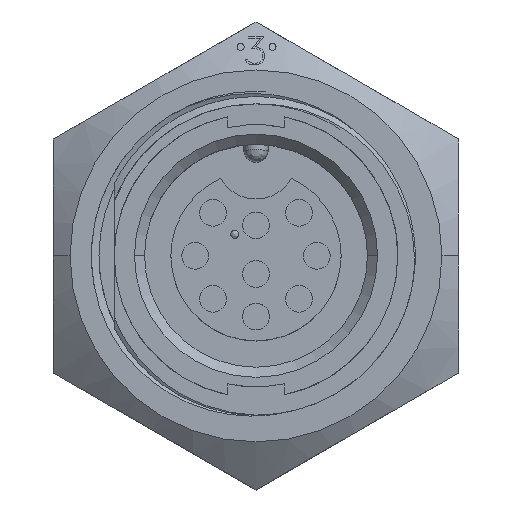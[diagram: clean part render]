
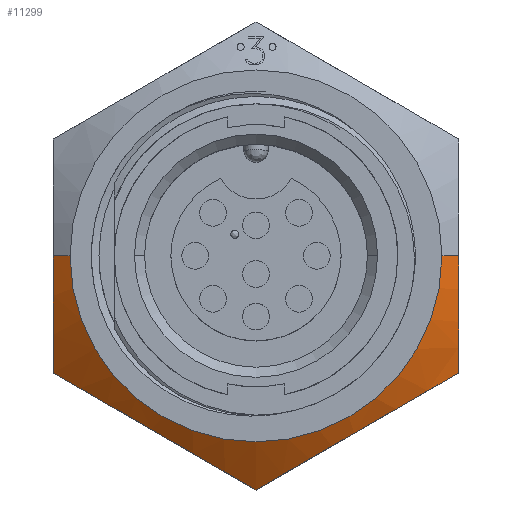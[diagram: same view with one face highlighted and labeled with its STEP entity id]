
A CAD part, top view. The second image highlights one B-rep face of the part: STEP entity #11299.
In plain terms, the highlighted conical face has half-angle 55 degrees and reference radius 14.683 mm.
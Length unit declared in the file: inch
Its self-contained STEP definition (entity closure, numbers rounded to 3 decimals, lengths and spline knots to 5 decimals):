
#77 = EDGE_CURVE ( 'NONE', #3574, #12467, #11846, .T. ) ;
#256 = EDGE_CURVE ( 'NONE', #11305, #22999, #2729, .T. ) ;
#327 = CARTESIAN_POINT ( 'NONE',  ( 0., 0., -0.2604 ) ) ;
#453 = EDGE_CURVE ( 'NONE', #9812, #3574, #19064, .T. ) ;
#682 = CARTESIAN_POINT ( 'NONE',  ( -0.57806, 0., -0.3439 ) ) ;
#700 = CARTESIAN_POINT ( 'NONE',  ( -0.41872, -0.3356, -0.3135 ) ) ;
#830 = CARTESIAN_POINT ( 'NONE',  ( 0.08128, -0.53042, -0.3135 ) ) ;
#2119 = EDGE_LOOP ( 'NONE', ( #21129, #23295, #21831, #2481, #6180, #17775, #22583 ) ) ;
#2146 = DIRECTION ( 'NONE',  ( -1., 0., 0. ) ) ;
#2207 = CARTESIAN_POINT ( 'NONE',  ( 0.5, -0.28868, -0.3434 ) ) ;
#2481 = ORIENTED_EDGE ( 'NONE', *, *, #10614, .T. ) ;
#2500 = CARTESIAN_POINT ( 'NONE',  ( -0.29379, -0.40773, -0.28932 ) ) ;
#2635 = CARTESIAN_POINT ( 'NONE',  ( 0.20621, -0.45829, -0.28932 ) ) ;
#2729 = LINE ( 'NONE', #19497, #8061 ) ;
#2743 = CARTESIAN_POINT ( 'NONE',  ( -0.5, 0., -0.28924 ) ) ;
#2817 = CARTESIAN_POINT ( 'NONE',  ( -0.45881, 0., -0.2604 ) ) ;
#2948 = CARTESIAN_POINT ( 'NONE',  ( -0.5, 0., -0.28924 ) ) ;
#3574 = VERTEX_POINT ( 'NONE', #23007 ) ;
#3796 = VERTEX_POINT ( 'NONE', #2817 ) ;
#4088 = DIRECTION ( 'NONE',  ( 0.819, 0., -0.574 ) ) ;
#4320 = CARTESIAN_POINT ( 'NONE',  ( -0.20792, -0.4573, -0.29047 ) ) ;
#4446 = CARTESIAN_POINT ( 'NONE',  ( 0.29208, -0.40872, -0.29047 ) ) ;
#5446 = EDGE_CURVE ( 'NONE', #3796, #18157, #11480, .T. ) ;
#5637 = CARTESIAN_POINT ( 'NONE',  ( 0.5, -0.19447, -0.3134 ) ) ;
#6125 = CARTESIAN_POINT ( 'NONE',  ( -0.14426, -0.49406, -0.29916 ) ) ;
#6180 = ORIENTED_EDGE ( 'NONE', *, *, #453, .T. ) ;
#6253 = CARTESIAN_POINT ( 'NONE',  ( 0.35574, -0.37197, -0.29916 ) ) ;
#6564 = CARTESIAN_POINT ( 'NONE',  ( -0.5, -0.04952, -0.29054 ) ) ;
#6972 = CARTESIAN_POINT ( 'NONE',  ( 0.45881, 0., -0.2604 ) ) ;
#7419 = CARTESIAN_POINT ( 'NONE',  ( 0.5, -0.04964, -0.28924 ) ) ;
#7888 = CARTESIAN_POINT ( 'NONE',  ( 0., -0.57735, -0.3434 ) ) ;
#7914 = CARTESIAN_POINT ( 'NONE',  ( -0.04055, -0.55394, -0.32701 ) ) ;
#8042 = CARTESIAN_POINT ( 'NONE',  ( 0.45945, -0.31209, -0.32701 ) ) ;
#8061 = VECTOR ( 'NONE', #4088, 39.37008 ) ;
#8354 = CARTESIAN_POINT ( 'NONE',  ( -0.5, -0.12274, -0.29927 ) ) ;
#8449 = AXIS2_PLACEMENT_3D ( 'NONE', #327, #12857, #2146 ) ;
#9812 = VERTEX_POINT ( 'NONE', #19789 ) ;
#10137 = CARTESIAN_POINT ( 'NONE',  ( -0.5, -0.24203, -0.32707 ) ) ;
#10614 = EDGE_CURVE ( 'NONE', #18157, #9812, #14519, .T. ) ;
#10930 = CARTESIAN_POINT ( 'NONE',  ( 0.5, -0.24181, -0.32699 ) ) ;
#11299 = ADVANCED_FACE ( 'NONE', ( #15464 ), #19669, .T. ) ;
#11305 = VERTEX_POINT ( 'NONE', #6972 ) ;
#11480 = LINE ( 'NONE', #682, #19323 ) ;
#11550 = CARTESIAN_POINT ( 'NONE',  ( 0.04043, -0.55401, -0.32705 ) ) ;
#11846 = B_SPLINE_CURVE_WITH_KNOTS ( 'NONE', 3,
 ( #7888, #11550, #830, #13345, #2635, #15143, #4446, #16961, #6253, #18759, #8042, #20559 ),
 .UNSPECIFIED., .F., .F.,
 ( 4, 2, 2, 2, 2, 4 ),
 ( 0., 0.00372, 0.00743, 0.00929, 0.01115, 0.01486 ),
 .UNSPECIFIED. ) ;
#12109 = B_SPLINE_CURVE_WITH_KNOTS ( 'NONE', 3,
 ( #12728, #10930, #5637, #18140, #7419, #19946 ),
 .UNSPECIFIED., .F., .F.,
 ( 4, 2, 4 ),
 ( 0., 0.00373, 0.00746 ),
 .UNSPECIFIED. ) ;
#12467 = VERTEX_POINT ( 'NONE', #2207 ) ;
#12728 = CARTESIAN_POINT ( 'NONE',  ( 0.5, -0.28868, -0.3434 ) ) ;
#12857 = DIRECTION ( 'NONE',  ( 0., 0., -1. ) ) ;
#13140 = CARTESIAN_POINT ( 'NONE',  ( -0.45957, -0.31202, -0.32705 ) ) ;
#13203 = DIRECTION ( 'NONE',  ( -0.819, 0., -0.574 ) ) ;
#13221 = CARTESIAN_POINT ( 'NONE',  ( -0.33584, -0.38345, -0.2946 ) ) ;
#13345 = CARTESIAN_POINT ( 'NONE',  ( 0.16416, -0.48257, -0.2946 ) ) ;
#13657 = CARTESIAN_POINT ( 'NONE',  ( -0.5, -0.02463, -0.28924 ) ) ;
#14357 = EDGE_CURVE ( 'NONE', #12467, #22999, #12109, .T. ) ;
#14519 = B_SPLINE_CURVE_WITH_KNOTS ( 'NONE', 3,
 ( #2948, #13657, #6564, #19075, #8354, #20867, #10137, #22685 ),
 .UNSPECIFIED., .F., .F.,
 ( 4, 2, 2, 4 ),
 ( 0.00746, 0.00931, 0.01116, 0.01486 ),
 .UNSPECIFIED. ) ;
#15011 = CARTESIAN_POINT ( 'NONE',  ( -0.22957, -0.44481, -0.2892 ) ) ;
#15143 = CARTESIAN_POINT ( 'NONE',  ( 0.27043, -0.42122, -0.2892 ) ) ;
#15464 = FACE_OUTER_BOUND ( 'NONE', #2119, .T. ) ;
#15811 = CARTESIAN_POINT ( 'NONE',  ( 0., 0., -0.3439 ) ) ;
#15819 = CARTESIAN_POINT ( 'NONE',  ( 0.5, 0., -0.28924 ) ) ;
#15883 = DIRECTION ( 'NONE',  ( 0., 0., -1. ) ) ;
#16446 = AXIS2_PLACEMENT_3D ( 'NONE', #15811, #15883, #23036 ) ;
#16829 = CARTESIAN_POINT ( 'NONE',  ( -0.16534, -0.48189, -0.29546 ) ) ;
#16961 = CARTESIAN_POINT ( 'NONE',  ( 0.33466, -0.38413, -0.29546 ) ) ;
#17775 = ORIENTED_EDGE ( 'NONE', *, *, #77, .T. ) ;
#18140 = CARTESIAN_POINT ( 'NONE',  ( 0.5, -0.09839, -0.29449 ) ) ;
#18157 = VERTEX_POINT ( 'NONE', #2743 ) ;
#18637 = CARTESIAN_POINT ( 'NONE',  ( -0.08159, -0.53024, -0.31338 ) ) ;
#18759 = CARTESIAN_POINT ( 'NONE',  ( 0.41841, -0.33578, -0.31338 ) ) ;
#19064 = B_SPLINE_CURVE_WITH_KNOTS ( 'NONE', 3,
 ( #20355, #13140, #700, #13221, #2500, #15011, #4320, #16829, #6125, #18637, #7914, #20429 ),
 .UNSPECIFIED., .F., .F.,
 ( 4, 2, 2, 2, 2, 4 ),
 ( 0., 0.00372, 0.00743, 0.00929, 0.01115, 0.01486 ),
 .UNSPECIFIED. ) ;
#19075 = CARTESIAN_POINT ( 'NONE',  ( -0.5, -0.0985, -0.29556 ) ) ;
#19323 = VECTOR ( 'NONE', #13203, 39.37008 ) ;
#19497 = CARTESIAN_POINT ( 'NONE',  ( 0.57806, 0., -0.3439 ) ) ;
#19654 = CIRCLE ( 'NONE', #8449, 0.45881 ) ;
#19669 = CONICAL_SURFACE ( 'NONE', #16446, 0.57806, 0.96 ) ;
#19789 = CARTESIAN_POINT ( 'NONE',  ( -0.5, -0.28868, -0.3434 ) ) ;
#19946 = CARTESIAN_POINT ( 'NONE',  ( 0.5, 0., -0.28924 ) ) ;
#20355 = CARTESIAN_POINT ( 'NONE',  ( -0.5, -0.28868, -0.3434 ) ) ;
#20429 = CARTESIAN_POINT ( 'NONE',  ( 0., -0.57735, -0.3434 ) ) ;
#20559 = CARTESIAN_POINT ( 'NONE',  ( 0.5, -0.28868, -0.3434 ) ) ;
#20867 = CARTESIAN_POINT ( 'NONE',  ( -0.5, -0.19482, -0.31349 ) ) ;
#21129 = ORIENTED_EDGE ( 'NONE', *, *, #256, .F. ) ;
#21831 = ORIENTED_EDGE ( 'NONE', *, *, #5446, .T. ) ;
#22041 = EDGE_CURVE ( 'NONE', #11305, #3796, #19654, .T. ) ;
#22583 = ORIENTED_EDGE ( 'NONE', *, *, #14357, .T. ) ;
#22685 = CARTESIAN_POINT ( 'NONE',  ( -0.5, -0.28868, -0.3434 ) ) ;
#22999 = VERTEX_POINT ( 'NONE', #15819 ) ;
#23007 = CARTESIAN_POINT ( 'NONE',  ( 0., -0.57735, -0.3434 ) ) ;
#23036 = DIRECTION ( 'NONE',  ( -1., 0., 0. ) ) ;
#23295 = ORIENTED_EDGE ( 'NONE', *, *, #22041, .T. ) ;
